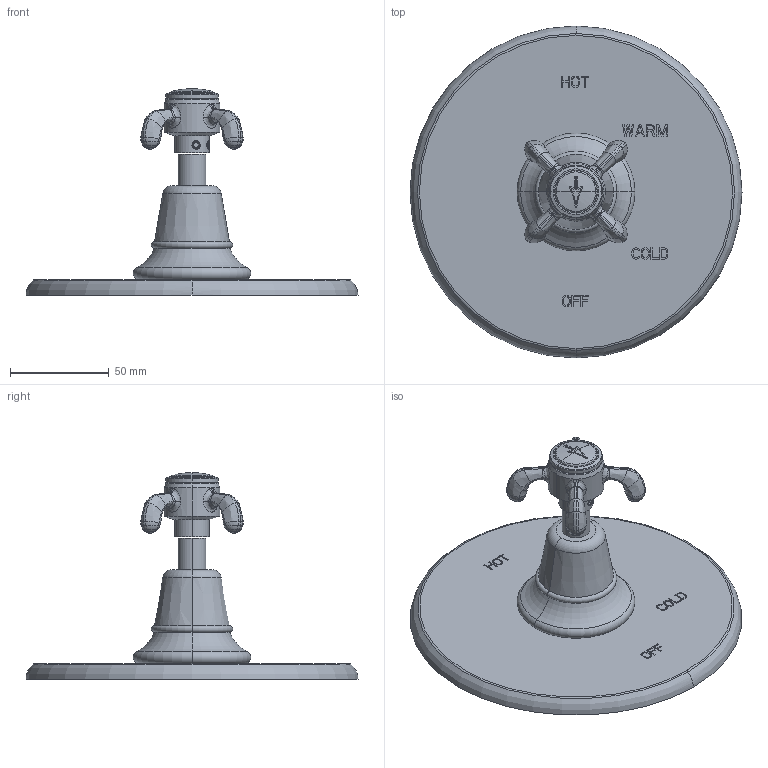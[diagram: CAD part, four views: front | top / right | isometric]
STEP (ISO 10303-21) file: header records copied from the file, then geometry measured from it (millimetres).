
FILE_DESCRIPTION((''),'2;1');
FILE_NAME('4-1684BP_WEB','2010-11-02T',('project'),(''),'PRO/ENGINEER BY PARAMETRIC TECHNOLOGY CORPORATION, 2009300','PRO/ENGINEER BY PARAMETRIC TECHNOLOGY CORPORATION, 2009300','');
FILE_SCHEMA(('CONFIG_CONTROL_DESIGN'));
Length unit declared in the file: inch
Products named in the file (1): 4-1684BP_WEB
Bounding box: 168.28 x 168.28 x 104.72 mm (x, y, z)
Surface area: 71824.7 mm2 (no closed solid volume)
Topology: 0 solids, 13 shells, 760 faces, 2152 edges, 1374 vertices
Faces by surface type: plane 346, bspline 251, cylinder 108, cone 31, torus 18, sphere 6
Entity records: 40509 total; most frequent: CARTESIAN_POINT 23244, ORIENTED_EDGE 3955, DIRECTION 2645, EDGE_CURVE 2126, VERTEX_POINT 1374, VECTOR 1131, LINE 1131, EDGE_LOOP 799
